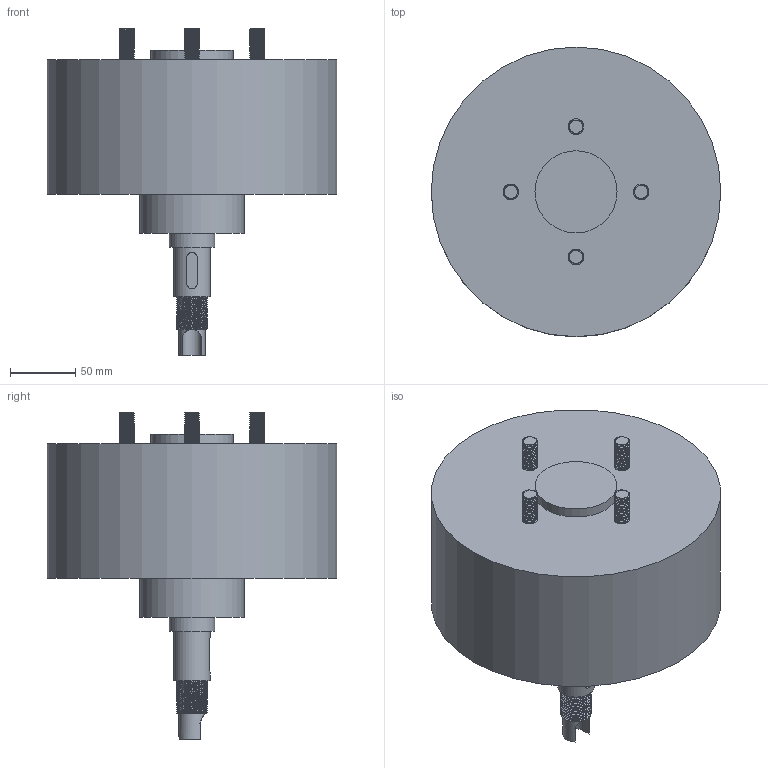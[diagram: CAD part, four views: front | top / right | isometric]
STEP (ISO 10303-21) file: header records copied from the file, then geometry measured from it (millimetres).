
FILE_DESCRIPTION(/* description */ ('','CAx-IF Rec.Pracs.---Representation and Presentation of Product Manufacturing Information (PMI)---4.0---2014-10-13'),/* implementation_level */ '2;1');
FILE_NAME(/* name */ 'QS205 hub motor low quality v1.step',/* time_stamp */ '2024-12-27T12:25:23-08:00',/* author */ (''),/* organization */ (''),/* preprocessor_version */ 'ST-DEVELOPER v20',/* originating_system */ 'Autodesk Translation Framework v13.20.0.188',/* authorisation */ '');
FILE_SCHEMA (('AP242_MANAGED_MODEL_BASED_3D_ENGINEERING_MIM_LF { 1 0 10303 442 1 1 4 }'));
Length unit declared in the file: millimetre
Products named in the file (1): QS205 hub motor low quality
Bounding box: 222 x 222 x 250.5 mm (x, y, z)
Volume: 4204586 mm3; surface area: 175969.7 mm2
Topology: 1 solids, 1 shells, 210 faces, 592 edges, 394 vertices
Faces by surface type: cylinder 182, plane 18, bspline 10
Full cylindrical faces by diameter (mm): 10.137 x60, 11.85 x60, 15 x1, 20 x1, 22.132 x16, 23.85 x16, 28 x1, 35 x1, 63 x1, 80 x1, 222 x1
Entity records: 25783 total; most frequent: CARTESIAN_POINT 21037, ORIENTED_EDGE 1184, DIRECTION 663, EDGE_CURVE 592, VERTEX_POINT 394, B_SPLINE_CURVE_WITH_KNOTS 369, AXIS2_PLACEMENT_3D 239, EDGE_LOOP 220
